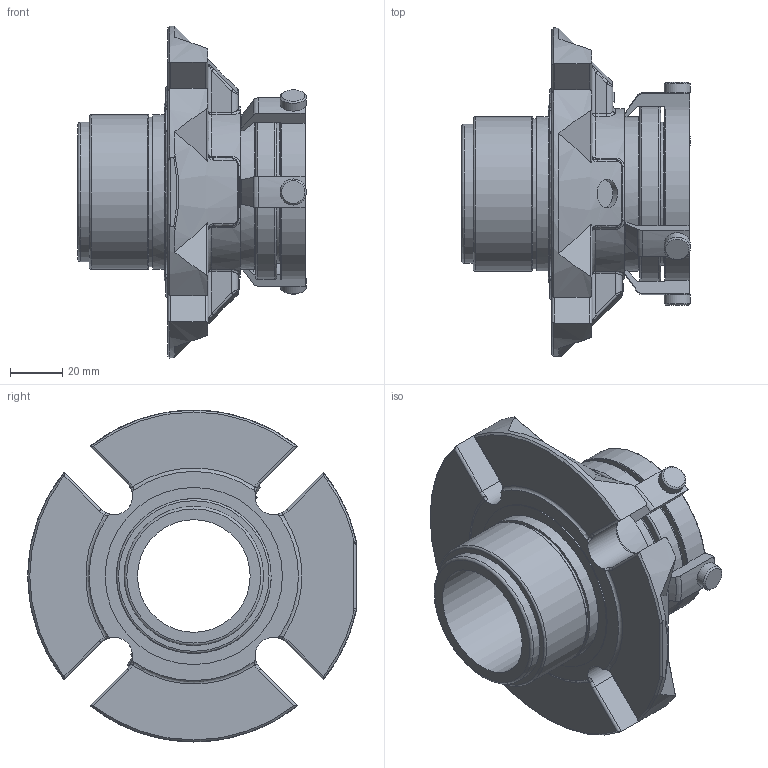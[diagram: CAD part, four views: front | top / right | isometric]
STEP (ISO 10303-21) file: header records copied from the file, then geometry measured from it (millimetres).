
FILE_DESCRIPTION(/* description */ ('Unknown'),/* implementation_level */ '2;1');
FILE_NAME(/* name */ '43mm',/* time_stamp */ '2023-02-06T13:43:41+00:00',/* author */ ('Unknown'),/* organization */ ('Unknown'),/* preprocessor_version */ 'ST-DEVELOPER v16.7',/* originating_system */ 'Solid Edge',/* authorisation */ 'Unknown');
FILE_SCHEMA (('AUTOMOTIVE_DESIGN {1 0 10303 214 3 1 1}'));
Length unit declared in the file: millimetre
Products named in the file (1): 43mm
Bounding box: 87.3 x 125.37 x 126.75 mm (x, y, z)
Volume: 265995.3 mm3; surface area: 60032.8 mm2
Topology: 1 solids, 1 shells, 493 faces, 1290 edges, 827 vertices
Faces by surface type: plane 191, cylinder 140, bspline 76, torus 61, cone 25
Full cylindrical faces by diameter (mm): 2.821 x1, 10 x4, 10.998 x2, 43.002 x1, 53.213 x1, 54.661 x1, 57.199 x1, 59.004 x1, 59.03 x1, 59.055 x1, 66.954 x1, 67.666 x1
Entity records: 17736 total; most frequent: CARTESIAN_POINT 6589, ORIENTED_EDGE 2468, DIRECTION 2035, EDGE_CURVE 1234, VERTEX_POINT 809, AXIS2_PLACEMENT_3D 777, EDGE_LOOP 569, FACE_BOUND 569
